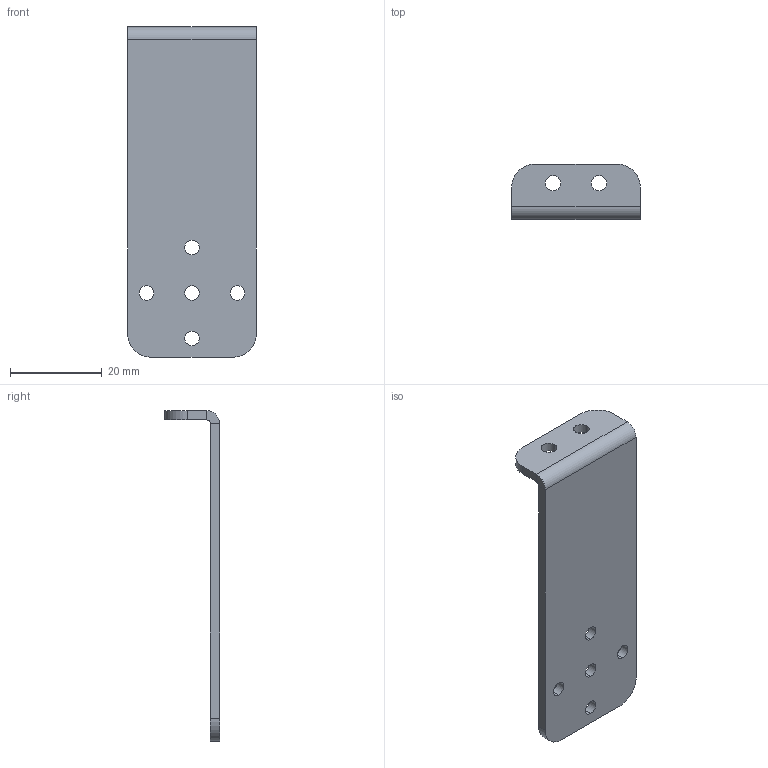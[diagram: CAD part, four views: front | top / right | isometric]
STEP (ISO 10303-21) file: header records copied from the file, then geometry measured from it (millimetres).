
FILE_DESCRIPTION (( 'STEP AP203' ), '1' );
FILE_NAME ('Angulo Gripper_Predeterminado_sldprt.STEP', '2020-11-03T14:01:27', ( '' ), ( '' ), 'SwSTEP 2.0', 'SolidWorks 2020', '' );
FILE_SCHEMA (( 'CONFIG_CONTROL_DESIGN' ));
Length unit declared in the file: millimetre
Products named in the file (1): Angulo Gripper_Predeterminado_sldprt
Bounding box: 28 x 12 x 72 mm (x, y, z)
Volume: 4392 mm3; surface area: 4954.3 mm2
Topology: 1 solids, 1 shells, 32 faces, 82 edges, 52 vertices
Faces by surface type: cylinder 20, plane 12
Entity records: 1087 total; most frequent: DIRECTION 188, CARTESIAN_POINT 167, ORIENTED_EDGE 164, EDGE_CURVE 82, AXIS2_PLACEMENT_3D 73, VERTEX_POINT 52, EDGE_LOOP 46, LINE 42
